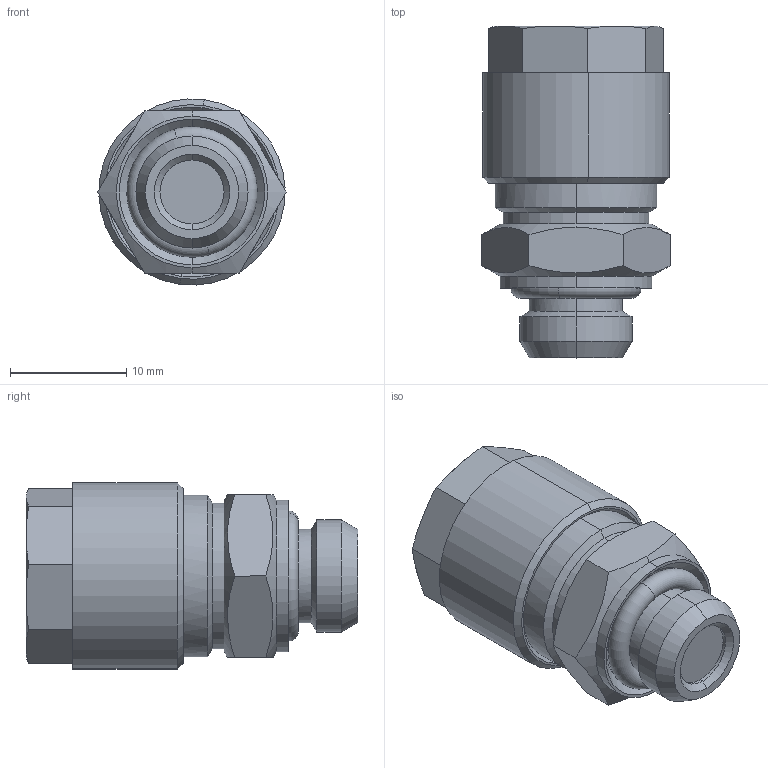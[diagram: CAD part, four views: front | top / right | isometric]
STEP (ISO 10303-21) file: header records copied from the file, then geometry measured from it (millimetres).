
FILE_DESCRIPTION (( 'STEP AP214' ), '1' );
FILE_NAME ('0102000011.step', '2012-09-28T13:18:20', ( '' ), ( '' ), 'SwSTEP 2.0', 'SolidWorks 2012', '' );
FILE_SCHEMA (( 'AUTOMOTIVE_DESIGN' ));
Length unit declared in the file: millimetre
Products named in the file (1): 0102000011
Bounding box: 16.17 x 28.5 x 15.98 mm (x, y, z)
Volume: 4144.6 mm3; surface area: 1909 mm2
Topology: 1 solids, 1 shells, 74 faces, 166 edges, 101 vertices
Faces by surface type: cone 27, plane 23, cylinder 16, torus 8
Entity records: 2531 total; most frequent: CARTESIAN_POINT 518, DIRECTION 361, ORIENTED_EDGE 332, EDGE_CURVE 166, AXIS2_PLACEMENT_3D 152, VERTEX_POINT 101, EDGE_LOOP 81, CIRCLE 77
